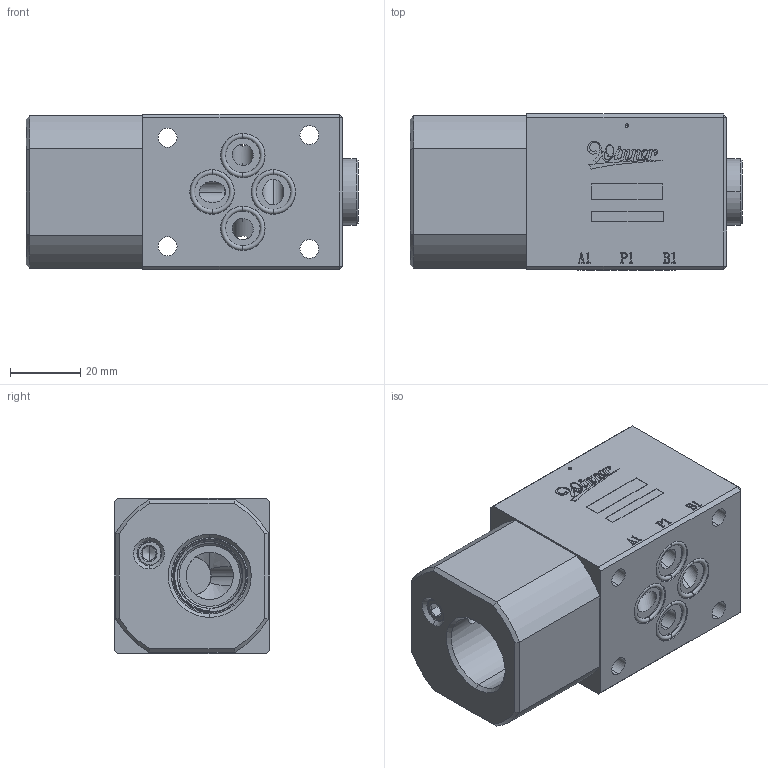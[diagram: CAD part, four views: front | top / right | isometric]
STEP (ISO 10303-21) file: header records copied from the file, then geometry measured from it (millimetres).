
FILE_DESCRIPTION (( 'STEP AP203' ), '1' );
FILE_NAME ('MH03CAW-11A3-G02-Z01.STEP', '2025-01-09T08:45:28', ( 'user' ), ( '' ), 'SwSTEP 2.0', 'SolidWorks 2018', '' );
FILE_SCHEMA (( 'CONFIG_CONTROL_DESIGN' ));
Length unit declared in the file: millimetre
Products named in the file (7): 5DBP00A002; 4KAA012AA001_W3046用; 6EC03040CAWXXA001_組合; 7DBG02A001; 6DBG02A001; 4KE161101A001; MH03CAW-11A3-G02-Z01
Assembly tree (9 placements, depth 3):
  MH03CAW-11A3-G02-Z01
    4KAA012AA001_W3046用  x4
    5DBP00A002
    6EC03040CAWXXA001_組合
    7DBG02A001
      4KE161101A001
      6DBG02A001
Bounding box: 94.84 x 44.55 x 44.5 mm (x, y, z)
Volume: 140535.3 mm3; surface area: 34692.8 mm2
Topology: 8 solids, 8 shells, 643 faces, 1734 edges, 1116 vertices
Faces by surface type: cylinder 272, plane 211, cone 76, bspline 68, torus 16
Entity records: 32492 total; most frequent: CARTESIAN_POINT 16421, ORIENTED_EDGE 3400, DIRECTION 2960, EDGE_CURVE 1700, VERTEX_POINT 1104, AXIS2_PLACEMENT_3D 1063, LINE 834, VECTOR 834
